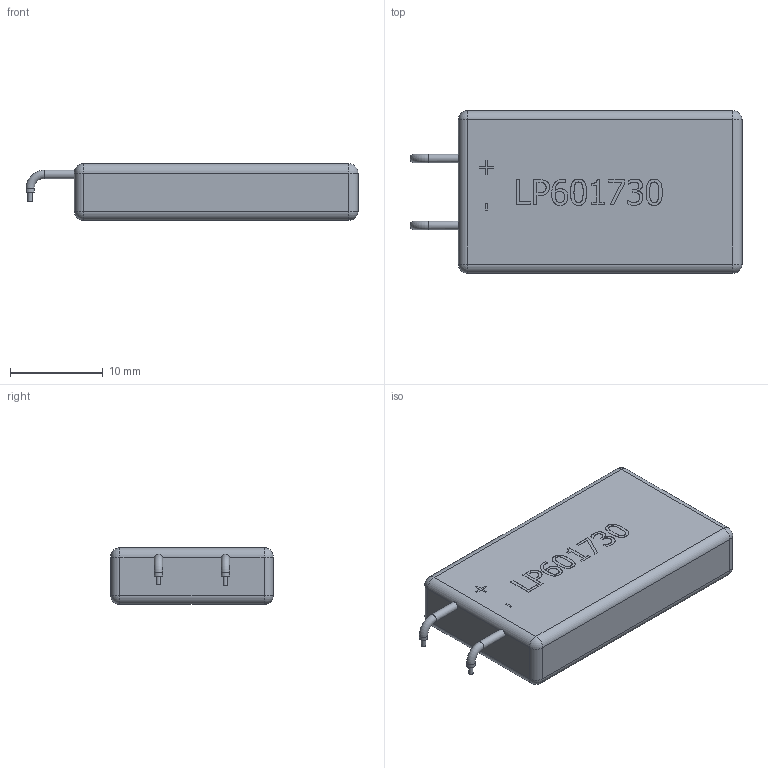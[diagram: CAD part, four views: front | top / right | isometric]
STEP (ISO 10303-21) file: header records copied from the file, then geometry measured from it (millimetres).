
FILE_DESCRIPTION(('FreeCAD Model'),'2;1');
FILE_NAME('Open CASCADE Shape Model','2024-10-03T03:27:00',('Author'),( ''),'Open CASCADE STEP processor 7.6','FreeCAD','Unknown');
FILE_SCHEMA(('AUTOMOTIVE_DESIGN { 1 0 10303 214 1 1 1 1 }'));
Length unit declared in the file: millimetre
Products named in the file (1): Fusion005
Bounding box: 35.7 x 17.5 x 6.12 mm (x, y, z)
Volume: 3219.1 mm3; surface area: 1598 mm2
Topology: 1 solids, 1 shells, 251 faces, 679 edges, 438 vertices
Faces by surface type: extrusion 142, plane 81, cylinder 18, sphere 8, torus 2
Full cylindrical faces by diameter (mm): 0.5 x2, 0.9 x4
Entity records: 10301 total; most frequent: CARTESIAN_POINT 2848, ORIENTED_EDGE 1342, DIRECTION 787, EDGE_CURVE 671, VECTOR 487, VERTEX_POINT 438, B_SPLINE_CURVE_WITH_KNOTS 428, LINE 345
